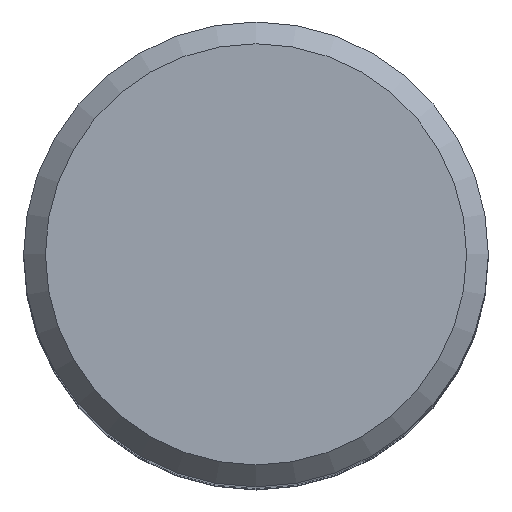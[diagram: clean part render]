
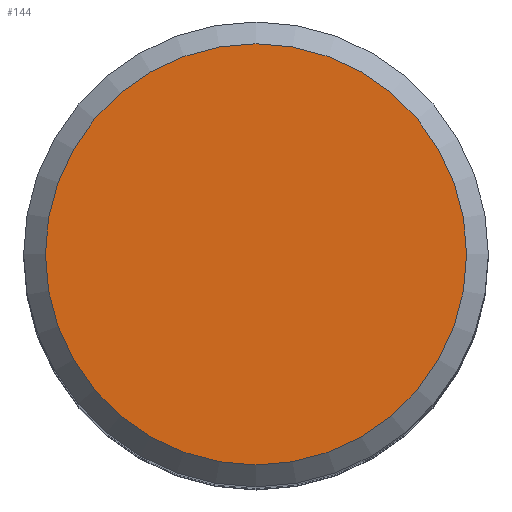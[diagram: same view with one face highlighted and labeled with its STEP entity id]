
A CAD part, top view. The second image highlights one B-rep face of the part: STEP entity #144.
In plain terms, the highlighted planar face has unit normal (0, 0, 1).
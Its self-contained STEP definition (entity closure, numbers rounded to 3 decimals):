
#115=FACE_OUTER_BOUND('',#209,.T.);
#118=PLANE('',#330);
#144=ADVANCED_FACE('',(#115),#118,.F.);
#209=EDGE_LOOP('',(#243));
#243=ORIENTED_EDGE('',*,*,#281,.F.);
#264=VERTEX_POINT('',#449);
#281=EDGE_CURVE('',#264,#264,#298,.T.);
#298=CIRCLE('',#328,14.5);
#328=AXIS2_PLACEMENT_3D('',#448,#389,#390);
#330=AXIS2_PLACEMENT_3D('',#451,#393,#394);
#389=DIRECTION('',(0.,0.,-1.));
#390=DIRECTION('',(-1.,0.,0.));
#393=DIRECTION('',(0.,0.,-1.));
#394=DIRECTION('',(-1.,0.,0.));
#448=CARTESIAN_POINT('',(0.,0.,0.));
#449=CARTESIAN_POINT('',(-14.5,0.,0.));
#451=CARTESIAN_POINT('',(0.,0.,0.));
